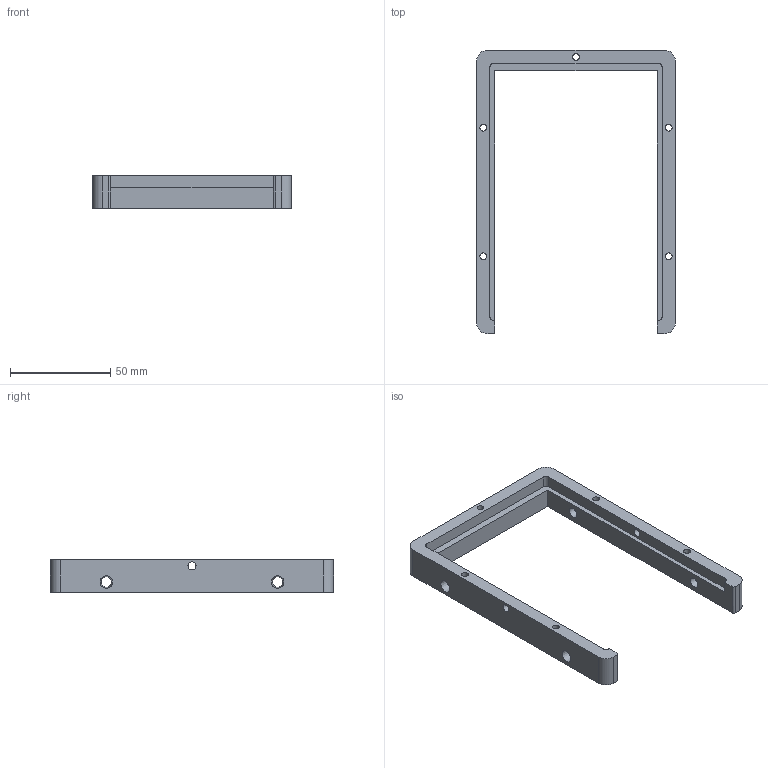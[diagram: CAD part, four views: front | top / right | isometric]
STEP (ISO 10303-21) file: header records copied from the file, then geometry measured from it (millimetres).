
FILE_DESCRIPTION(/* description */ ('STEP AP242','CAx-IF Rec.Pracs.---Representation and Presentation of Product Manufacturing Information (PMI)---4.0---2014-10-13','CAx-IF Rec.Pracs.---3D Tessellated Geometry---0.4---2014-09-14','2;1'),/* implementation_level */ '2;1');
FILE_NAME(/* name */ '66e9b9ac7bfd8562b05f292a',/* time_stamp */ '2024-09-17T17:17:32Z',/* author */ (''),/* organization */ (''),/* preprocessor_version */ 'ST-DEVELOPER v20',/* originating_system */ ' ',/* authorisation */ ' ');
FILE_SCHEMA (('AP242_MANAGED_MODEL_BASED_3D_ENGINEERING_MIM_LF { 1 0 10303 442 1 1 4 }'));
Length unit declared in the file: metre
Products named in the file (1): MarkForge Cool TC Plate Wall
Bounding box: 98.79 x 140.92 x 16 mm (x, y, z)
Volume: 45720.5 mm3; surface area: 19670 mm2
Topology: 1 solids, 1 shells, 41 faces, 120 edges, 81 vertices
Faces by surface type: cylinder 19, plane 16, cone 4, bspline 2
Full cylindrical faces by diameter (mm): 3.4 x5, 4 x2, 5.15 x4
Entity records: 1324 total; most frequent: CARTESIAN_POINT 252, DIRECTION 212, ORIENTED_EDGE 196, EDGE_CURVE 98, AXIS2_PLACEMENT_3D 82, EDGE_LOOP 78, FACE_BOUND 78, VERTEX_POINT 74
